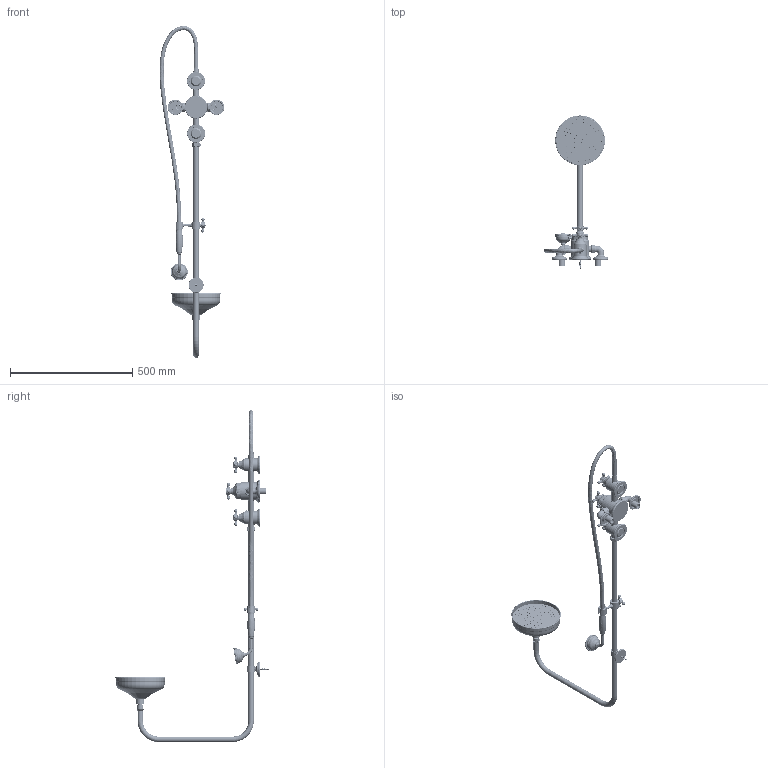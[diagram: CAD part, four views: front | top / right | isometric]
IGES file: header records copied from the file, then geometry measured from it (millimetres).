
Global section: file name: No Iges File Name specified; native system: Autodesk Inventor 2010; preprocessor: AutoDesk Inventor Iges Exporter R2010; author: adaniels; date: 20100528.135632; units: millimetre
Bounding box: 265.73 x 627.49 x 1360.51 mm (x, y, z)
Volume: 2849301.6 mm3; surface area: 861203.5 mm2
Topology: 142 solids, 142 shells, 7093 faces, 18201 edges, 11636 vertices
Faces by surface type: plane 2649, revolution 1537, cylinder 966, bspline 924, cone 539, torus 384, sphere 94
